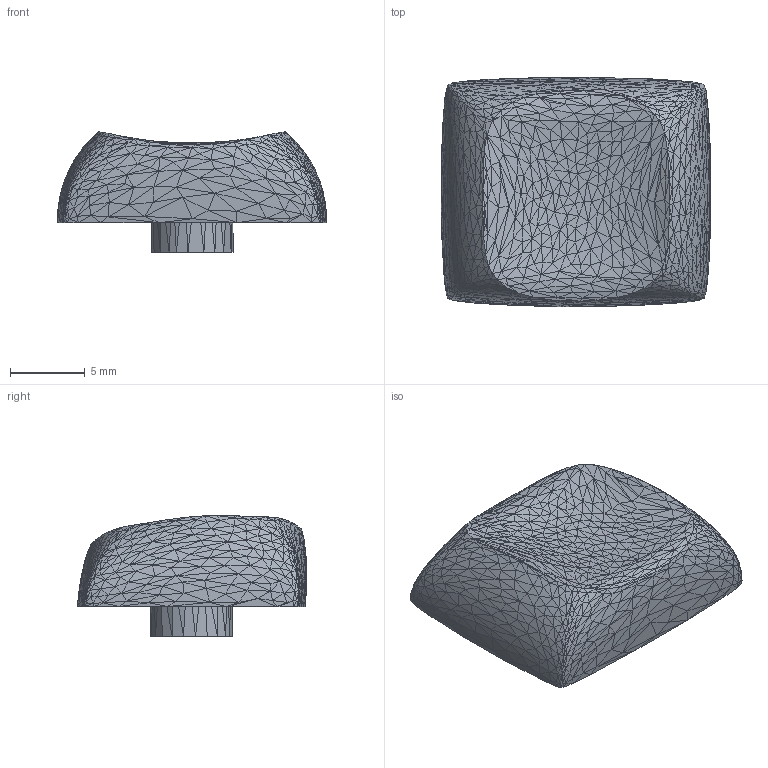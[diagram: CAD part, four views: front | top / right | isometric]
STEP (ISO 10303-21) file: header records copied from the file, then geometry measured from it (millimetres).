
FILE_DESCRIPTION(/* description */ (''),/* implementation_level */ '2;1');
FILE_NAME(/* name */ 'Keycap_MX-DES-minY-R3.step',/* time_stamp */ '2024-02-13T18:43:27+01:00',/* author */ (''),/* organization */ (''),/* preprocessor_version */ 'ST-DEVELOPER v20',/* originating_system */ 'Autodesk Translation Framework v12.20.1.177',/* authorisation */ '');
FILE_SCHEMA (('AUTOMOTIVE_DESIGN { 1 0 10303 214 3 1 1 }'));
Length unit declared in the file: millimetre
Products named in the file (1): keycap-mx-des-miny-r3
Bounding box: 18.03 x 15.34 x 8.09 mm (x, y, z)
Volume: 793 mm3; surface area: 1082.7 mm2
Topology: 1 solids, 1 shells, 2296 faces, 3444 edges, 1150 vertices
Faces by surface type: plane 2296
Entity records: 44824 total; most frequent: DIRECTION 8038, CARTESIAN_POINT 6891, ORIENTED_EDGE 6888, LINE 3444, VECTOR 3444, EDGE_CURVE 3444, AXIS2_PLACEMENT_3D 2297, FACE_OUTER_BOUND 2296
